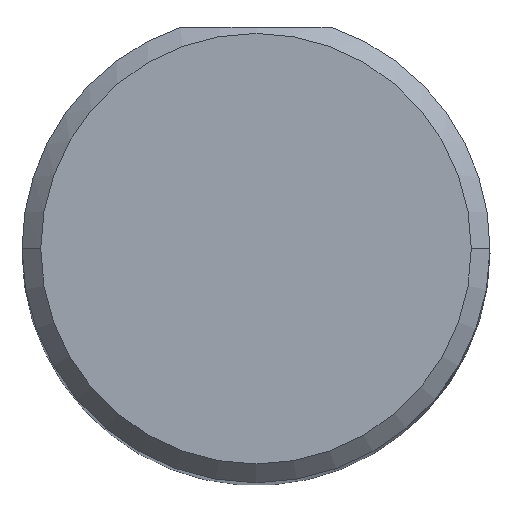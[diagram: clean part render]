
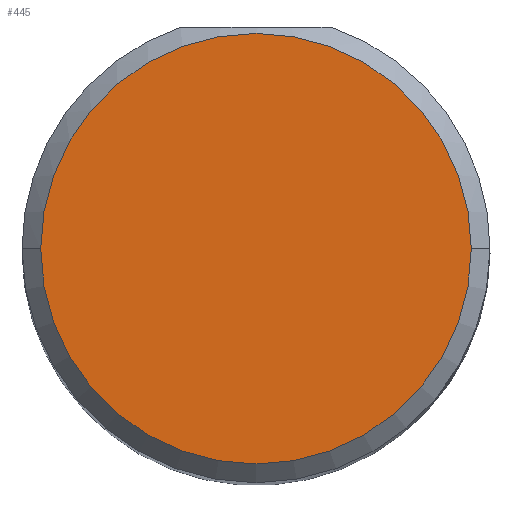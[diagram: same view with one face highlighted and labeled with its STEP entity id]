
A CAD part, top view. The second image highlights one B-rep face of the part: STEP entity #445.
In plain terms, the highlighted planar face has unit normal (0, 0, 1).
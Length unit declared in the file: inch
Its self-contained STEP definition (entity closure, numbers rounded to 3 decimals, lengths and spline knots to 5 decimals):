
#61 = FACE_OUTER_BOUND ( 'NONE', #167, .T. ) ;
#65 = AXIS2_PLACEMENT_3D ( 'NONE', #510, #233, #219 ) ;
#99 = CARTESIAN_POINT ( 'NONE',  ( -0.1725, 0., 2.5 ) ) ;
#167 = EDGE_LOOP ( 'NONE', ( #441, #655 ) ) ;
#207 = PLANE ( 'NONE',  #492 ) ;
#219 = DIRECTION ( 'NONE',  ( 1., 0., 0. ) ) ;
#233 = DIRECTION ( 'NONE',  ( 0., 0., 1. ) ) ;
#286 = DIRECTION ( 'NONE',  ( 1., 0., 0. ) ) ;
#388 = DIRECTION ( 'NONE',  ( 1., 0., 0. ) ) ;
#441 = ORIENTED_EDGE ( 'NONE', *, *, #662, .T. ) ;
#445 = ADVANCED_FACE ( 'NONE', ( #61 ), #207, .T. ) ;
#481 = CIRCLE ( 'NONE', #643, 0.1725 ) ;
#492 = AXIS2_PLACEMENT_3D ( 'NONE', #504, #664, #388 ) ;
#504 = CARTESIAN_POINT ( 'NONE',  ( 0., 0., 2.5 ) ) ;
#510 = CARTESIAN_POINT ( 'NONE',  ( 0., 0., 2.5 ) ) ;
#571 = DIRECTION ( 'NONE',  ( 0., 0., 1. ) ) ;
#576 = CARTESIAN_POINT ( 'NONE',  ( 0., 0., 2.5 ) ) ;
#642 = EDGE_CURVE ( 'NONE', #746, #673, #481, .T. ) ;
#643 = AXIS2_PLACEMENT_3D ( 'NONE', #576, #571, #286 ) ;
#655 = ORIENTED_EDGE ( 'NONE', *, *, #642, .T. ) ;
#662 = EDGE_CURVE ( 'NONE', #673, #746, #745, .T. ) ;
#664 = DIRECTION ( 'NONE',  ( 0., 0., 1. ) ) ;
#673 = VERTEX_POINT ( 'NONE', #99 ) ;
#723 = CARTESIAN_POINT ( 'NONE',  ( 0.1725, 0., 2.5 ) ) ;
#745 = CIRCLE ( 'NONE', #65, 0.1725 ) ;
#746 = VERTEX_POINT ( 'NONE', #723 ) ;
